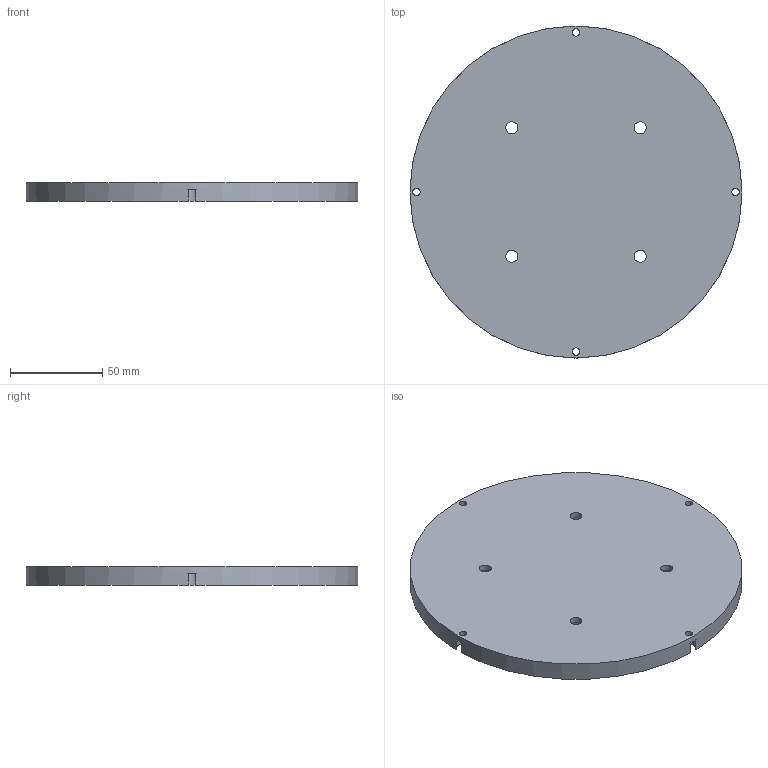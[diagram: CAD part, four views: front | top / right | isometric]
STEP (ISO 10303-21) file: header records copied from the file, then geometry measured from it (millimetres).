
FILE_DESCRIPTION(/* description */ ('STEP AP242','CAx-IF Rec.Pracs.---Representation and Presentation of Product Manufacturing Information (PMI)---4.0---2014-10-13','CAx-IF Rec.Pracs.---3D Tessellated Geometry---0.4---2014-09-14','2;1'),/* implementation_level */ '2;1');
FILE_NAME(/* name */ 'Final Assem - base of the base motor',/* time_stamp */ '2025-10-25T23:18:43Z',/* author */ (''),/* organization */ (''),/* preprocessor_version */ 'ST-DEVELOPER v20',/* originating_system */ 'ONSHAPE BY PTC INC, 1.205',/* authorisation */ ' ');
FILE_SCHEMA (('AP242_MANAGED_MODEL_BASED_3D_ENGINEERING_MIM_LF { 1 0 10303 442 1 1 4 }'));
Length unit declared in the file: metre
Products named in the file (1): base of the base motor
Bounding box: 180 x 180 x 10 mm (x, y, z)
Volume: 250085.5 mm3; surface area: 57986.3 mm2
Topology: 1 solids, 1 shells, 27 faces, 63 edges, 42 vertices
Faces by surface type: cylinder 17, plane 10
Full cylindrical faces by diameter (mm): 4 x4, 6.5 x4, 11 x4, 180 x1
Entity records: 778 total; most frequent: DIRECTION 146, CARTESIAN_POINT 118, ORIENTED_EDGE 98, AXIS2_PLACEMENT_3D 69, EDGE_LOOP 60, FACE_BOUND 60, EDGE_CURVE 49, CIRCLE 41
